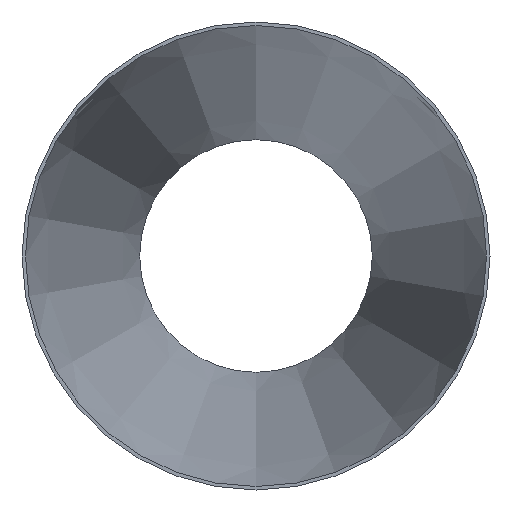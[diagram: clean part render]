
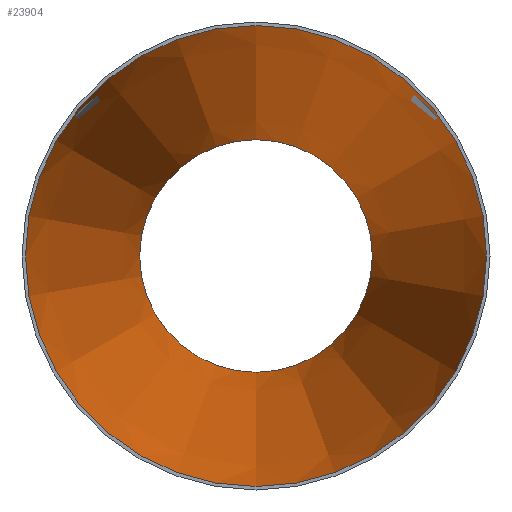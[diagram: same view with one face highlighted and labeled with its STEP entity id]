
A CAD part, front view. The second image highlights one B-rep face of the part: STEP entity #23904.
In plain terms, the highlighted conical face has half-angle 9.46 degrees and reference radius 134.472 mm.
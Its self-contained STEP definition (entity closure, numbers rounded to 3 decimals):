
#1252 = DIRECTION ( 'NONE',  ( 0., -1., 0. ) ) ;
#3363 = EDGE_CURVE ( 'NONE', #6689, #6689, #30131, .T. ) ;
#4001 = DIRECTION ( 'NONE',  ( 0., 0., -1. ) ) ;
#6689 = VERTEX_POINT ( 'NONE', #31977 ) ;
#9286 = DIRECTION ( 'NONE',  ( 0., 0., -1. ) ) ;
#9615 = DIRECTION ( 'NONE',  ( 0., 0., -1. ) ) ;
#12054 = FACE_BOUND ( 'NONE', #27741, .T. ) ;
#13170 = CARTESIAN_POINT ( 'NONE',  ( 0., 0., 0. ) ) ;
#14008 = ORIENTED_EDGE ( 'NONE', *, *, #14367, .F. ) ;
#14367 = EDGE_CURVE ( 'NONE', #20178, #20178, #39550, .T. ) ;
#16545 = AXIS2_PLACEMENT_3D ( 'NONE', #36893, #33320, #4001 ) ;
#16644 = CARTESIAN_POINT ( 'NONE',  ( 0., 400., -67.822 ) ) ;
#20178 = VERTEX_POINT ( 'NONE', #16644 ) ;
#22935 = AXIS2_PLACEMENT_3D ( 'NONE', #33646, #1252, #9286 ) ;
#23904 = ADVANCED_FACE ( 'NONE', ( #12054, #36409 ), #39954, .F. ) ;
#25154 = ORIENTED_EDGE ( 'NONE', *, *, #3363, .T. ) ;
#27607 = EDGE_LOOP ( 'NONE', ( #25154 ) ) ;
#27741 = EDGE_LOOP ( 'NONE', ( #14008 ) ) ;
#30131 = CIRCLE ( 'NONE', #33904, 134.472 ) ;
#31977 = CARTESIAN_POINT ( 'NONE',  ( 0., 0., -134.472 ) ) ;
#33320 = DIRECTION ( 'NONE',  ( 0., -1., 0. ) ) ;
#33646 = CARTESIAN_POINT ( 'NONE',  ( 0., 400., 0. ) ) ;
#33904 = AXIS2_PLACEMENT_3D ( 'NONE', #13170, #42041, #9615 ) ;
#36409 = FACE_OUTER_BOUND ( 'NONE', #27607, .T. ) ;
#36893 = CARTESIAN_POINT ( 'NONE',  ( 0., 0., 0. ) ) ;
#39550 = CIRCLE ( 'NONE', #22935, 67.822 ) ;
#39954 = CONICAL_SURFACE ( 'NONE', #16545, 134.472, 0.165 ) ;
#42041 = DIRECTION ( 'NONE',  ( 0., -1., 0. ) ) ;
